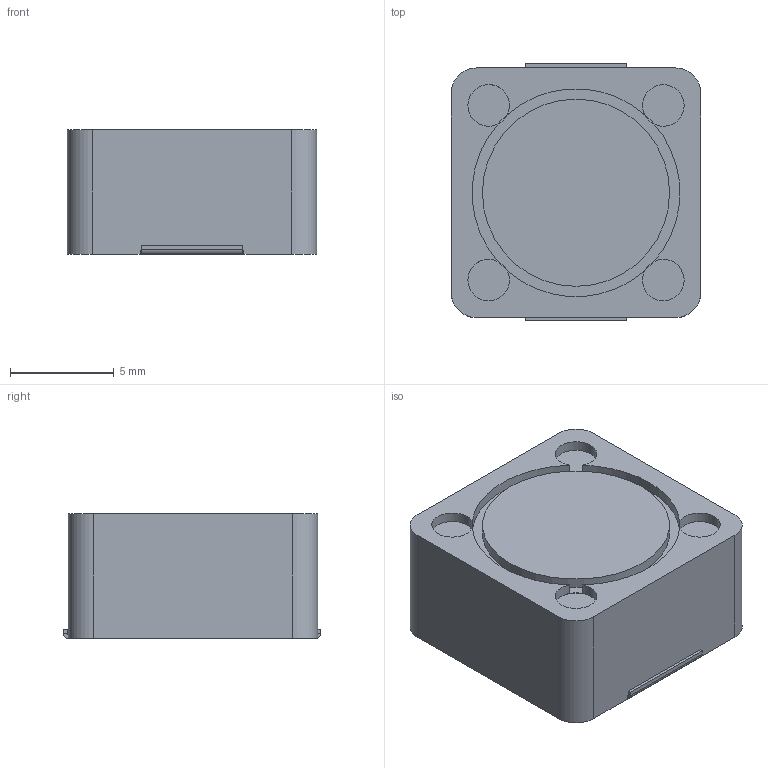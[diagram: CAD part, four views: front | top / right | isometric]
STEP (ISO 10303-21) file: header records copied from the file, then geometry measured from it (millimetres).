
FILE_DESCRIPTION(('FreeCAD Model'),'2;1');
FILE_NAME('coil_SMD_12x12mmxh6.step', '2017-10-16T07:26:19',('Patrick EGLOFF'),(''), 'Open CASCADE STEP processor 7.1','FreeCAD','Unknown');
FILE_SCHEMA(('AUTOMOTIVE_DESIGN { 1 0 10303 214 1 1 1 1 }'));
Length unit declared in the file: millimetre
Products named in the file (1): Part_sp
Bounding box: 12 x 12.39 x 6 mm (x, y, z)
Volume: 836 mm3; surface area: 615 mm2
Topology: 1 solids, 1 shells, 62 faces, 148 edges, 90 vertices
Faces by surface type: plane 41, cylinder 21
Full cylindrical faces by diameter (mm): 9 x1
Entity records: 2221 total; most frequent: DIRECTION 324, CARTESIAN_POINT 301, ORIENTED_EDGE 296, EDGE_CURVE 148, AXIS2_PLACEMENT_3D 113, LINE 98, VECTOR 98, VERTEX_POINT 90
